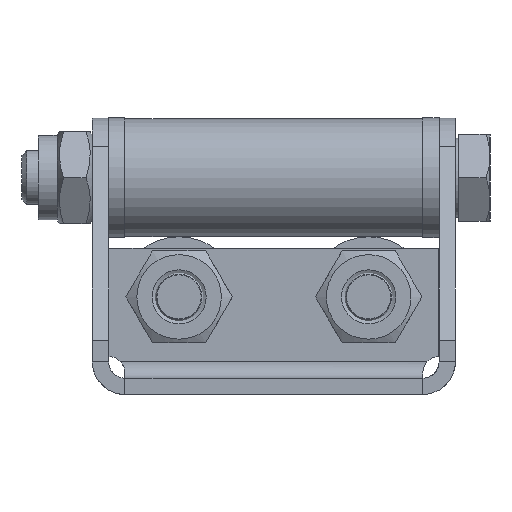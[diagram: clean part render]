
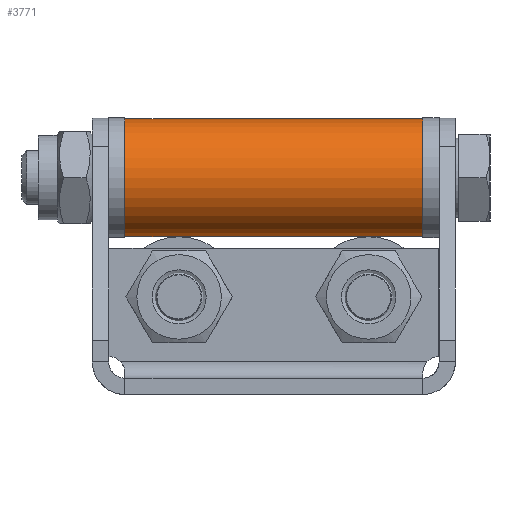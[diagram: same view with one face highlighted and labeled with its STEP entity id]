
A CAD part, left-side view. The second image highlights one B-rep face of the part: STEP entity #3771.
In plain terms, the highlighted cylindrical face has radius 10.85 mm (diameter 21.7 mm), a full revolution.
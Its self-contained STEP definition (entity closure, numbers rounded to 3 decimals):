
#313=CYLINDRICAL_SURFACE('',#4140,10.85);
#459=CIRCLE('',#4141,10.85);
#460=CIRCLE('',#4142,10.85);
#461=CIRCLE('',#4143,10.85);
#462=CIRCLE('',#4144,10.85);
#681=FACE_OUTER_BOUND('',#909,.T.);
#909=EDGE_LOOP('',(#3015,#3016,#3017,#3018,#3019,#3020));
#1207=LINE('',#6147,#1461);
#1461=VECTOR('',#4896,10.85);
#1729=VERTEX_POINT('',#6142);
#1730=VERTEX_POINT('',#6143);
#1731=VERTEX_POINT('',#6146);
#1732=VERTEX_POINT('',#6148);
#2217=EDGE_CURVE('',#1729,#1730,#459,.T.);
#2218=EDGE_CURVE('',#1730,#1729,#460,.T.);
#2219=EDGE_CURVE('',#1730,#1731,#1207,.T.);
#2220=EDGE_CURVE('',#1731,#1732,#461,.T.);
#2221=EDGE_CURVE('',#1732,#1731,#462,.T.);
#3015=ORIENTED_EDGE('',*,*,#2217,.F.);
#3016=ORIENTED_EDGE('',*,*,#2218,.F.);
#3017=ORIENTED_EDGE('',*,*,#2219,.T.);
#3018=ORIENTED_EDGE('',*,*,#2220,.T.);
#3019=ORIENTED_EDGE('',*,*,#2221,.T.);
#3020=ORIENTED_EDGE('',*,*,#2219,.F.);
#3771=ADVANCED_FACE('',(#681),#313,.T.);
#4140=AXIS2_PLACEMENT_3D('',#6141,#4890,#4891);
#4141=AXIS2_PLACEMENT_3D('',#6144,#4892,#4893);
#4142=AXIS2_PLACEMENT_3D('',#6145,#4894,#4895);
#4143=AXIS2_PLACEMENT_3D('',#6149,#4897,#4898);
#4144=AXIS2_PLACEMENT_3D('',#6150,#4899,#4900);
#4890=DIRECTION('center_axis',(0.,1.,0.));
#4891=DIRECTION('ref_axis',(-1.,0.,0.));
#4892=DIRECTION('center_axis',(0.,1.,0.));
#4893=DIRECTION('ref_axis',(0.,0.,-1.));
#4894=DIRECTION('center_axis',(0.,1.,0.));
#4895=DIRECTION('ref_axis',(0.,0.,-1.));
#4896=DIRECTION('',(0.,-1.,0.));
#4897=DIRECTION('center_axis',(0.,1.,0.));
#4898=DIRECTION('ref_axis',(0.,0.,-1.));
#4899=DIRECTION('center_axis',(0.,1.,0.));
#4900=DIRECTION('ref_axis',(0.,0.,-1.));
#6141=CARTESIAN_POINT('Origin',(-65.5,0.,40.));
#6142=CARTESIAN_POINT('',(-76.35,27.5,40.));
#6143=CARTESIAN_POINT('',(-54.65,27.5,40.));
#6144=CARTESIAN_POINT('Origin',(-65.5,27.5,40.));
#6145=CARTESIAN_POINT('Origin',(-65.5,27.5,40.));
#6146=CARTESIAN_POINT('',(-54.65,-27.5,40.));
#6147=CARTESIAN_POINT('',(-54.65,0.,40.));
#6148=CARTESIAN_POINT('',(-76.35,-27.5,40.));
#6149=CARTESIAN_POINT('Origin',(-65.5,-27.5,40.));
#6150=CARTESIAN_POINT('Origin',(-65.5,-27.5,40.));
